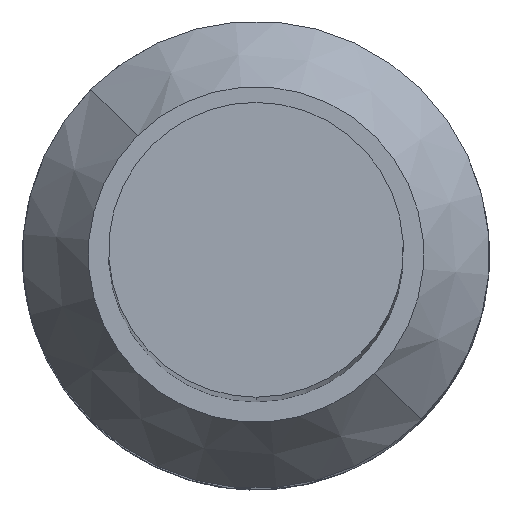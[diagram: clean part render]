
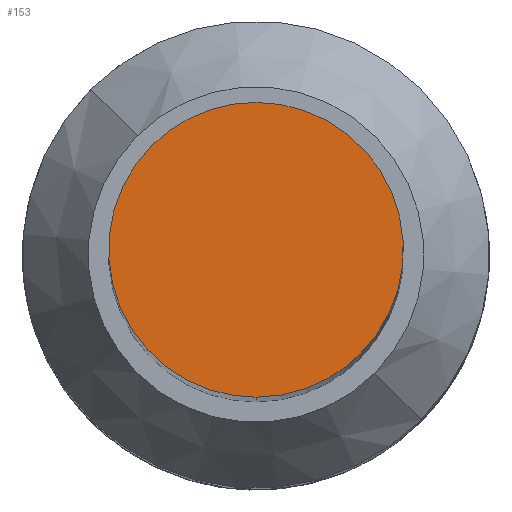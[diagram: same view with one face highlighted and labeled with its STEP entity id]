
A CAD part, top view. The second image highlights one B-rep face of the part: STEP entity #153.
In plain terms, the highlighted planar face has unit normal (0, 0, 1).
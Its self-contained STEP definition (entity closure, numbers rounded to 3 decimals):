
#48=AXIS2_PLACEMENT_3D('Circle Axis2P3D',#46,#47,$) ;
#112=AXIS2_PLACEMENT_3D('Circle Axis2P3D',#110,#111,$) ;
#145=AXIS2_PLACEMENT_3D('Plane Axis2P3D',#142,#143,#144) ;
#43=CARTESIAN_POINT('Vertex',(5.15,8.4,93.05)) ;
#46=CARTESIAN_POINT('Axis2P3D Location',(5.15,5.15,93.05)) ;
#50=CARTESIAN_POINT('Vertex',(7.448,2.852,93.05)) ;
#54=CARTESIAN_POINT('Control Point',(5.15,1.9,93.05)) ;
#55=CARTESIAN_POINT('Control Point',(5.788,1.9,93.05)) ;
#56=CARTESIAN_POINT('Control Point',(6.427,2.067,93.05)) ;
#57=CARTESIAN_POINT('Control Point',(6.997,2.401,93.05)) ;
#58=CARTESIAN_POINT('Control Point',(7.448,2.852,93.05)) ;
#59=CARTESIAN_POINT('Vertex',(5.15,1.9,93.05)) ;
#98=CARTESIAN_POINT('Control Point',(2.852,7.448,93.05)) ;
#99=CARTESIAN_POINT('Control Point',(2.31,6.907,93.05)) ;
#100=CARTESIAN_POINT('Control Point',(1.928,6.206,93.05)) ;
#101=CARTESIAN_POINT('Control Point',(1.77,5.408,93.05)) ;
#102=CARTESIAN_POINT('Control Point',(1.939,3.82,93.05)) ;
#103=CARTESIAN_POINT('Control Point',(2.942,2.578,93.05)) ;
#104=CARTESIAN_POINT('Control Point',(3.618,2.126,93.05)) ;
#105=CARTESIAN_POINT('Control Point',(4.384,1.9,93.05)) ;
#106=CARTESIAN_POINT('Control Point',(5.15,1.9,93.05)) ;
#107=CARTESIAN_POINT('Vertex',(2.852,7.448,93.05)) ;
#110=CARTESIAN_POINT('Axis2P3D Location',(5.15,5.15,93.05)) ;
#142=CARTESIAN_POINT('Axis2P3D Location',(5.15,5.15,93.05)) ;
#47=DIRECTION('Axis2P3D Direction',(0.,0.,-1.)) ;
#111=DIRECTION('Axis2P3D Direction',(0.,0.,-1.)) ;
#143=DIRECTION('Axis2P3D Direction',(0.,0.,1.)) ;
#144=DIRECTION('Axis2P3D XDirection',(-0.707,-0.707,0.)) ;
#148=ORIENTED_EDGE('',*,*,#52,.T.) ;
#149=ORIENTED_EDGE('',*,*,#114,.T.) ;
#150=ORIENTED_EDGE('',*,*,#109,.T.) ;
#151=ORIENTED_EDGE('',*,*,#61,.T.) ;
#153=ADVANCED_FACE('Hauptkoerper',(#152),#146,.T.) ;
#53=B_SPLINE_CURVE_WITH_KNOTS('',4,(#54,#55,#56,#57,#58),.UNSPECIFIED.,.F.,.U.,(5,5),(-1.276,1.276),.UNSPECIFIED.) ;
#97=B_SPLINE_CURVE_WITH_KNOTS('',5,(#98,#99,#100,#101,#102,#103,#104,#105,#106),.UNSPECIFIED.,.F.,.U.,(6,3,6),(-3.829,0.,3.829),.UNSPECIFIED.) ;
#49=CIRCLE('generated circle',#48,3.25) ;
#113=CIRCLE('generated circle',#112,3.25) ;
#52=EDGE_CURVE('',#51,#44,#49,.F.) ;
#61=EDGE_CURVE('',#60,#51,#53,.T.) ;
#109=EDGE_CURVE('',#108,#60,#97,.T.) ;
#114=EDGE_CURVE('',#44,#108,#113,.F.) ;
#147=EDGE_LOOP('',(#148,#149,#150,#151)) ;
#152=FACE_OUTER_BOUND('',#147,.T.) ;
#146=PLANE('',#145) ;
#44=VERTEX_POINT('',#43) ;
#51=VERTEX_POINT('',#50) ;
#60=VERTEX_POINT('',#59) ;
#108=VERTEX_POINT('',#107) ;
